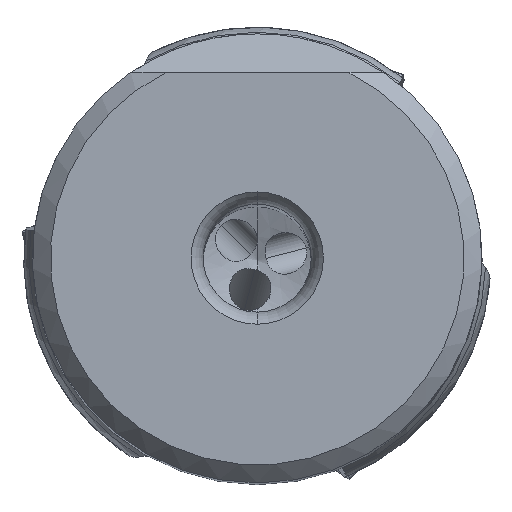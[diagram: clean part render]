
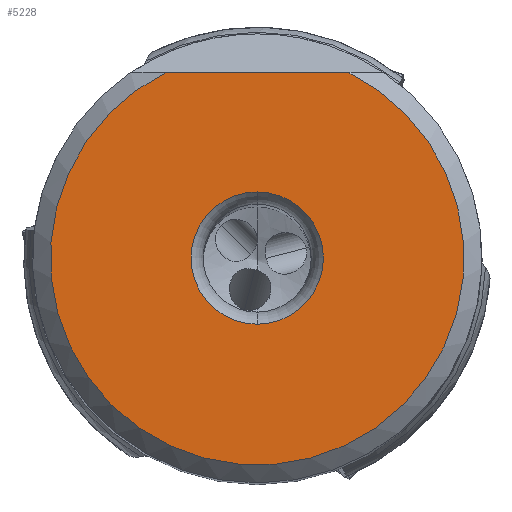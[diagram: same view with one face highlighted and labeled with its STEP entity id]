
A CAD part, top view. The second image highlights one B-rep face of the part: STEP entity #5228.
In plain terms, the highlighted face is planar.
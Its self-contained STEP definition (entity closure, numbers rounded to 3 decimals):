
#3128=DIRECTION('',(-1.,0.,0.));
#3129=VECTOR('',#3128,10.087);
#3130=CARTESIAN_POINT('',(5.044,10.335,0.));
#3131=LINE('',#3130,#3129);
#3135=CARTESIAN_POINT('',(0.,0.,0.));
#3136=DIRECTION('',(0.,0.,1.));
#3137=DIRECTION('',(0.,1.,0.));
#3138=AXIS2_PLACEMENT_3D('',#3135,#3136,#3137);
#3143=CARTESIAN_POINT('',(0.,0.,0.));
#3144=DIRECTION('',(0.,0.,1.));
#3145=DIRECTION('',(0.,-1.,0.));
#3146=AXIS2_PLACEMENT_3D('',#3143,#3144,#3145);
#3158=CARTESIAN_POINT('',(0.,0.,0.));
#3159=DIRECTION('',(0.,0.,-1.));
#3160=DIRECTION('',(0.439,0.899,0.));
#3161=AXIS2_PLACEMENT_3D('',#3158,#3159,#3160);
#3647=CARTESIAN_POINT('',(5.044,10.335,0.));
#3648=CARTESIAN_POINT('',(-5.044,10.335,0.));
#3649=VERTEX_POINT('',#3647);
#3650=VERTEX_POINT('',#3648);
#3664=CARTESIAN_POINT('',(0.,3.677,0.));
#3665=CARTESIAN_POINT('',(0.,-3.677,0.));
#3666=VERTEX_POINT('',#3664);
#3667=VERTEX_POINT('',#3665);
#5212=CARTESIAN_POINT('',(0.,0.,0.));
#5213=DIRECTION('',(0.,0.,-1.));
#5214=DIRECTION('',(0.,-1.,0.));
#5215=AXIS2_PLACEMENT_3D('',#5212,#5213,#5214);
#5216=PLANE('',#5215);
#5218=ORIENTED_EDGE('',*,*,#5217,.T.);
#5220=ORIENTED_EDGE('',*,*,#5219,.F.);
#5221=EDGE_LOOP('',(#5218,#5220));
#5222=FACE_OUTER_BOUND('',#5221,.F.);
#5223=ORIENTED_EDGE('',*,*,#5202,.F.);
#5225=ORIENTED_EDGE('',*,*,#5224,.F.);
#5226=EDGE_LOOP('',(#5223,#5225));
#5227=FACE_BOUND('',#5226,.F.);
#3139=CIRCLE('',#3138,3.677);
#3147=CIRCLE('',#3146,3.677);
#3162=CIRCLE('',#3161,11.5);
#5202=EDGE_CURVE('',#3666,#3667,#3139,.T.);
#5217=EDGE_CURVE('',#3649,#3650,#3131,.T.);
#5219=EDGE_CURVE('',#3649,#3650,#3162,.T.);
#5224=EDGE_CURVE('',#3667,#3666,#3147,.T.);
#5228=ADVANCED_FACE('',(#5222,#5227),#5216,.T.);
